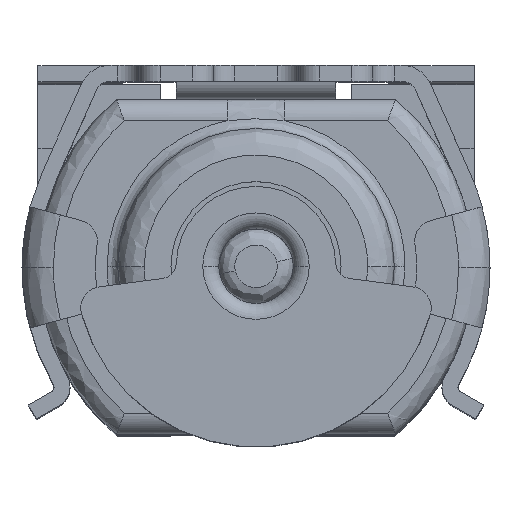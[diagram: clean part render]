
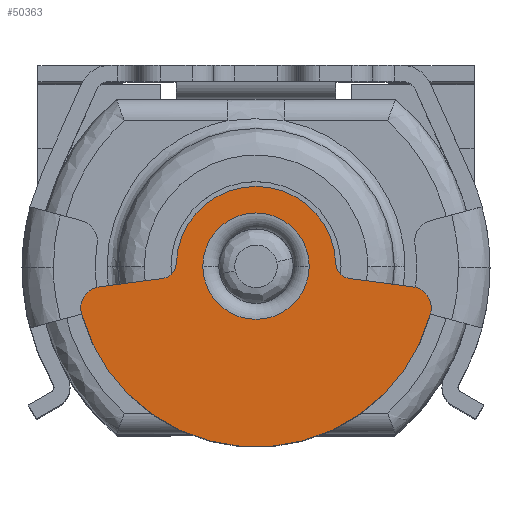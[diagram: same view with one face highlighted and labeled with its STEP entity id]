
A CAD part, top view. The second image highlights one B-rep face of the part: STEP entity #50363.
In plain terms, the highlighted planar face has unit normal (0, 0, 1).
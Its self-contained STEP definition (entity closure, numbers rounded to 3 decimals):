
#49949 = EDGE_CURVE('',#49950,#49952,#49954,.T.);
#49950 = VERTEX_POINT('',#49951);
#49951 = CARTESIAN_POINT('',(-0.5,0.,1.4));
#49952 = VERTEX_POINT('',#49953);
#49953 = CARTESIAN_POINT('',(0.5,0.,1.4));
#49954 = CIRCLE('',#49955,0.5);
#49955 = AXIS2_PLACEMENT_3D('',#49956,#49957,#49958);
#49956 = CARTESIAN_POINT('',(0.,0.,1.4));
#49957 = DIRECTION('',(0.,0.,-1.));
#49958 = DIRECTION('',(1.,0.,0.));
#50083 = VERTEX_POINT('',#50084);
#50084 = CARTESIAN_POINT('',(1.648,-0.392,1.4));
#50090 = EDGE_CURVE('',#50091,#50083,#50093,.T.);
#50091 = VERTEX_POINT('',#50092);
#50092 = CARTESIAN_POINT('',(1.641,-0.445,1.4));
#50093 = CIRCLE('',#50094,0.2);
#50094 = AXIS2_PLACEMENT_3D('',#50095,#50096,#50097);
#50095 = CARTESIAN_POINT('',(1.448,-0.392,1.4));
#50096 = DIRECTION('',(0.,0.,1.));
#50097 = DIRECTION('',(1.,0.,-0.));
#50113 = EDGE_CURVE('',#50114,#50116,#50118,.T.);
#50114 = VERTEX_POINT('',#50115);
#50115 = CARTESIAN_POINT('',(0.749,0.027,1.4));
#50116 = VERTEX_POINT('',#50117);
#50117 = CARTESIAN_POINT('',(-0.749,0.027,1.4));
#50118 = CIRCLE('',#50119,0.75);
#50119 = AXIS2_PLACEMENT_3D('',#50120,#50121,#50122);
#50120 = CARTESIAN_POINT('',(0.,0.,1.4));
#50121 = DIRECTION('',(0.,0.,1.));
#50122 = DIRECTION('',(1.,0.,-0.));
#50166 = VERTEX_POINT('',#50167);
#50167 = CARTESIAN_POINT('',(0.88,-0.116,1.4));
#50173 = EDGE_CURVE('',#50174,#50166,#50176,.T.);
#50174 = VERTEX_POINT('',#50175);
#50175 = CARTESIAN_POINT('',(1.474,-0.194,1.4));
#50176 = LINE('',#50177,#50178);
#50177 = CARTESIAN_POINT('',(0.744,-0.098,1.4));
#50178 = VECTOR('',#50179,1.);
#50179 = DIRECTION('',(-0.991,0.131,-0.));
#50204 = EDGE_CURVE('',#50083,#50174,#50205,.T.);
#50205 = CIRCLE('',#50206,0.2);
#50206 = AXIS2_PLACEMENT_3D('',#50207,#50208,#50209);
#50207 = CARTESIAN_POINT('',(1.448,-0.392,1.4));
#50208 = DIRECTION('',(0.,0.,1.));
#50209 = DIRECTION('',(1.,0.,-0.));
#50220 = EDGE_CURVE('',#50221,#50091,#50223,.T.);
#50221 = VERTEX_POINT('',#50222);
#50222 = CARTESIAN_POINT('',(-1.641,-0.445,1.4));
#50223 = CIRCLE('',#50224,1.7);
#50224 = AXIS2_PLACEMENT_3D('',#50225,#50226,#50227);
#50225 = CARTESIAN_POINT('',(0.,0.,1.4));
#50226 = DIRECTION('',(0.,0.,1.));
#50227 = DIRECTION('',(1.,0.,-0.));
#50253 = EDGE_CURVE('',#50254,#50221,#50256,.T.);
#50254 = VERTEX_POINT('',#50255);
#50255 = CARTESIAN_POINT('',(-1.474,-0.194,1.4));
#50256 = CIRCLE('',#50257,0.2);
#50257 = AXIS2_PLACEMENT_3D('',#50258,#50259,#50260);
#50258 = CARTESIAN_POINT('',(-1.448,-0.392,1.4));
#50259 = DIRECTION('',(0.,0.,1.));
#50260 = DIRECTION('',(-1.,0.,0.));
#50285 = EDGE_CURVE('',#50286,#50254,#50288,.T.);
#50286 = VERTEX_POINT('',#50287);
#50287 = CARTESIAN_POINT('',(-0.88,-0.116,1.4));
#50288 = LINE('',#50289,#50290);
#50289 = CARTESIAN_POINT('',(-0.744,-0.098,1.4));
#50290 = VECTOR('',#50291,1.);
#50291 = DIRECTION('',(-0.991,-0.131,0.));
#50363 = ADVANCED_FACE('',(#50364,#50374),#50397,.T.);
#50364 = FACE_BOUND('',#50365,.T.);
#50365 = EDGE_LOOP('',(#50366,#50373));
#50366 = ORIENTED_EDGE('',*,*,#50367,.T.);
#50367 = EDGE_CURVE('',#49952,#49950,#50368,.T.);
#50368 = CIRCLE('',#50369,0.5);
#50369 = AXIS2_PLACEMENT_3D('',#50370,#50371,#50372);
#50370 = CARTESIAN_POINT('',(0.,0.,1.4));
#50371 = DIRECTION('',(0.,0.,-1.));
#50372 = DIRECTION('',(1.,0.,0.));
#50373 = ORIENTED_EDGE('',*,*,#49949,.T.);
#50374 = FACE_BOUND('',#50375,.T.);
#50375 = EDGE_LOOP('',(#50376,#50377,#50384,#50385,#50392,#50393,#50394,
    #50395,#50396));
#50376 = ORIENTED_EDGE('',*,*,#50173,.T.);
#50377 = ORIENTED_EDGE('',*,*,#50378,.T.);
#50378 = EDGE_CURVE('',#50166,#50114,#50379,.T.);
#50379 = CIRCLE('',#50380,0.15);
#50380 = AXIS2_PLACEMENT_3D('',#50381,#50382,#50383);
#50381 = CARTESIAN_POINT('',(0.899,0.033,1.4));
#50382 = DIRECTION('',(0.,0.,-1.));
#50383 = DIRECTION('',(1.,0.,0.));
#50384 = ORIENTED_EDGE('',*,*,#50113,.T.);
#50385 = ORIENTED_EDGE('',*,*,#50386,.T.);
#50386 = EDGE_CURVE('',#50116,#50286,#50387,.T.);
#50387 = CIRCLE('',#50388,0.15);
#50388 = AXIS2_PLACEMENT_3D('',#50389,#50390,#50391);
#50389 = CARTESIAN_POINT('',(-0.899,0.033,1.4));
#50390 = DIRECTION('',(0.,0.,-1.));
#50391 = DIRECTION('',(1.,0.,0.));
#50392 = ORIENTED_EDGE('',*,*,#50285,.T.);
#50393 = ORIENTED_EDGE('',*,*,#50253,.T.);
#50394 = ORIENTED_EDGE('',*,*,#50220,.T.);
#50395 = ORIENTED_EDGE('',*,*,#50090,.T.);
#50396 = ORIENTED_EDGE('',*,*,#50204,.T.);
#50397 = PLANE('',#50398);
#50398 = AXIS2_PLACEMENT_3D('',#50399,#50400,#50401);
#50399 = CARTESIAN_POINT('',(0.,0.,1.4));
#50400 = DIRECTION('',(0.,0.,1.));
#50401 = DIRECTION('',(1.,0.,-0.));
